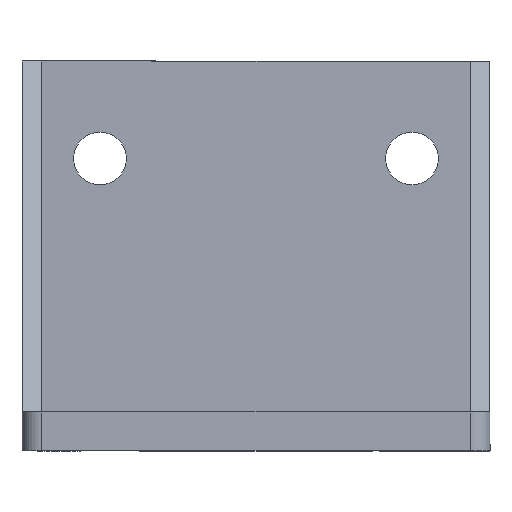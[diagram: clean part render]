
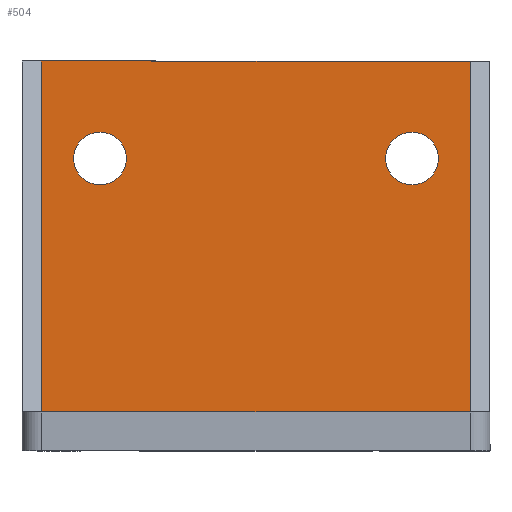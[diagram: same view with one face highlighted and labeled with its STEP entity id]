
A CAD part, left-side view. The second image highlights one B-rep face of the part: STEP entity #504.
In plain terms, the highlighted face is planar.
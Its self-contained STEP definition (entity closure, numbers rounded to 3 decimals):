
#31=FACE_BOUND('',#101,.T.);
#32=FACE_BOUND('',#102,.T.);
#50=PLANE('',#557);
#72=FACE_OUTER_BOUND('',#100,.T.);
#100=EDGE_LOOP('',(#423,#424,#425,#426,#427,#428,#429,#430));
#101=EDGE_LOOP('',(#431));
#102=EDGE_LOOP('',(#432));
#125=LINE('',#744,#176);
#130=LINE('',#754,#181);
#141=LINE('',#795,#192);
#143=LINE('',#800,#194);
#151=LINE('',#815,#202);
#155=LINE('',#823,#206);
#156=LINE('',#825,#207);
#157=LINE('',#826,#208);
#176=VECTOR('',#598,10.);
#181=VECTOR('',#603,10.);
#192=VECTOR('',#646,10.);
#194=VECTOR('',#650,10.);
#202=VECTOR('',#666,10.);
#206=VECTOR('',#674,10.);
#207=VECTOR('',#677,10.);
#208=VECTOR('',#678,10.);
#231=CIRCLE('',#558,1.35);
#232=CIRCLE('',#559,1.35);
#243=VERTEX_POINT('',#741);
#244=VERTEX_POINT('',#743);
#248=VERTEX_POINT('',#751);
#249=VERTEX_POINT('',#753);
#263=VERTEX_POINT('',#792);
#264=VERTEX_POINT('',#797);
#268=VERTEX_POINT('',#811);
#270=VERTEX_POINT('',#819);
#271=VERTEX_POINT('',#827);
#272=VERTEX_POINT('',#829);
#289=EDGE_CURVE('',#244,#243,#125,.T.);
#294=EDGE_CURVE('',#249,#248,#130,.T.);
#315=EDGE_CURVE('',#244,#263,#141,.T.);
#317=EDGE_CURVE('',#248,#264,#143,.T.);
#325=EDGE_CURVE('',#243,#268,#151,.T.);
#329=EDGE_CURVE('',#270,#249,#155,.T.);
#330=EDGE_CURVE('',#268,#270,#156,.T.);
#331=EDGE_CURVE('',#263,#264,#157,.T.);
#332=EDGE_CURVE('',#271,#271,#231,.T.);
#333=EDGE_CURVE('',#272,#272,#232,.T.);
#423=ORIENTED_EDGE('',*,*,#325,.T.);
#424=ORIENTED_EDGE('',*,*,#330,.T.);
#425=ORIENTED_EDGE('',*,*,#329,.T.);
#426=ORIENTED_EDGE('',*,*,#294,.T.);
#427=ORIENTED_EDGE('',*,*,#317,.T.);
#428=ORIENTED_EDGE('',*,*,#331,.F.);
#429=ORIENTED_EDGE('',*,*,#315,.F.);
#430=ORIENTED_EDGE('',*,*,#289,.T.);
#431=ORIENTED_EDGE('',*,*,#332,.T.);
#432=ORIENTED_EDGE('',*,*,#333,.T.);
#504=ADVANCED_FACE('',(#72,#31,#32),#50,.T.);
#557=AXIS2_PLACEMENT_3D('',#824,#675,#676);
#558=AXIS2_PLACEMENT_3D('',#828,#679,#680);
#559=AXIS2_PLACEMENT_3D('',#830,#681,#682);
#598=DIRECTION('',(-1.,0.,0.));
#603=DIRECTION('',(-1.,0.,0.));
#646=DIRECTION('',(0.,1.,0.));
#650=DIRECTION('',(0.,1.,0.));
#666=DIRECTION('',(0.,-1.,0.));
#674=DIRECTION('',(0.,1.,0.));
#675=DIRECTION('center_axis',(0.,0.,
1.));
#676=DIRECTION('ref_axis',(-1.,0.,0.));
#677=DIRECTION('',(1.,0.,0.));
#678=DIRECTION('',(1.,0.,0.));
#679=DIRECTION('center_axis',(0.,0.,
-1.));
#680=DIRECTION('ref_axis',(-1.,0.,0.));
#681=DIRECTION('center_axis',(0.,0.,
-1.));
#682=DIRECTION('ref_axis',(-1.,0.,0.));
#741=CARTESIAN_POINT('',(-11.,43.,13.25));
#743=CARTESIAN_POINT('',(-6.,43.,13.25));
#744=CARTESIAN_POINT('',(-6.,43.,13.25));
#751=CARTESIAN_POINT('',(6.,43.,13.25));
#753=CARTESIAN_POINT('',(11.,43.,13.25));
#754=CARTESIAN_POINT('',(-6.,43.,13.25));
#792=CARTESIAN_POINT('',(-6.,45.,13.25));
#795=CARTESIAN_POINT('',(-6.,43.,13.25));
#797=CARTESIAN_POINT('',(6.,45.,13.25));
#800=CARTESIAN_POINT('',(6.,43.,13.25));
#811=CARTESIAN_POINT('',(-11.,25.,13.25));
#815=CARTESIAN_POINT('',(-11.,34.5,13.25));
#819=CARTESIAN_POINT('',(11.,25.,13.25));
#823=CARTESIAN_POINT('',(11.,34.5,13.25));
#824=CARTESIAN_POINT('Origin',(0.,35.,13.25));
#825=CARTESIAN_POINT('',(12.,25.,13.25));
#826=CARTESIAN_POINT('',(9.,45.,13.25));
#827=CARTESIAN_POINT('',(-6.65,30.,13.25));
#828=CARTESIAN_POINT('Origin',(-8.,30.,13.25));
#829=CARTESIAN_POINT('',(9.35,30.,13.25));
#830=CARTESIAN_POINT('Origin',(8.,30.,13.25));
